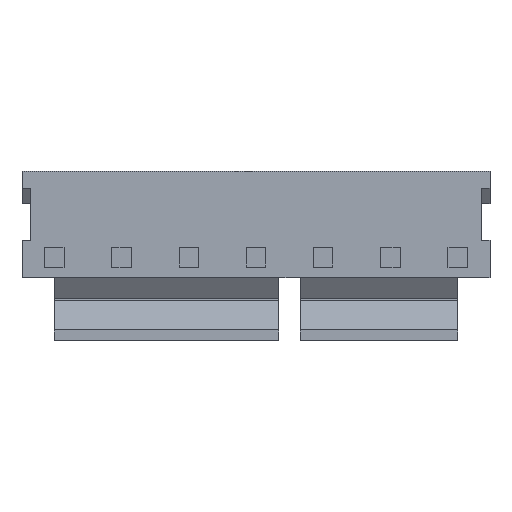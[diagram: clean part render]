
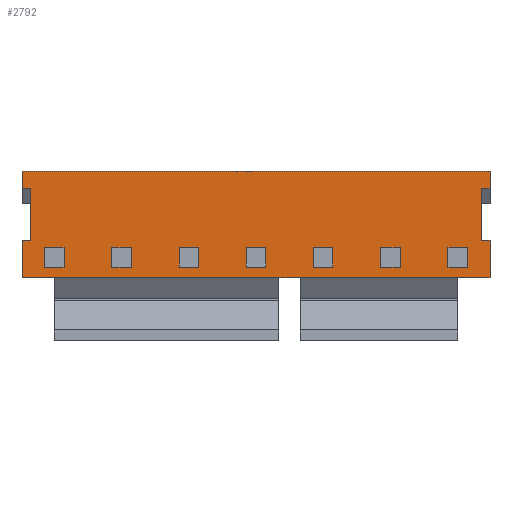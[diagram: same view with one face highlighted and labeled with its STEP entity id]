
A CAD part, top view. The second image highlights one B-rep face of the part: STEP entity #2792.
In plain terms, the highlighted planar face has unit normal (0, 0, 1).
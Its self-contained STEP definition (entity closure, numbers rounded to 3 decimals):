
#2251=CARTESIAN_POINT('',(13.792,5.105,3.294));
#2252=VERTEX_POINT('',#2251);
#2259=CARTESIAN_POINT('',(13.792,4.089,3.294));
#2260=VERTEX_POINT('',#2259);
#2261=CARTESIAN_POINT('',(13.792,4.089,3.294));
#2262=DIRECTION('',(0.0,1.0,0.0));
#2263=VECTOR('',#2262,1.016);
#2264=LINE('',#2261,#2263);
#2265=EDGE_CURVE('',#2260,#2252,#2264,.T.);
#2281=CARTESIAN_POINT('',(13.792,-1.181,3.294));
#2282=VERTEX_POINT('',#2281);
#2283=CARTESIAN_POINT('',(13.792,1.041,3.294));
#2284=VERTEX_POINT('',#2283);
#2285=CARTESIAN_POINT('',(13.792,-1.181,3.294));
#2286=DIRECTION('',(0.0,1.0,0.0));
#2287=VECTOR('',#2286,2.222);
#2288=LINE('',#2285,#2287);
#2289=EDGE_CURVE('',#2282,#2284,#2288,.T.);
#2321=CARTESIAN_POINT('',(13.284,4.089,3.294));
#2322=VERTEX_POINT('',#2321);
#2323=CARTESIAN_POINT('',(13.792,4.089,3.294));
#2324=DIRECTION('',(-1.0,0.0,0.0));
#2325=VECTOR('',#2324,0.508);
#2326=LINE('',#2323,#2325);
#2327=EDGE_CURVE('',#2260,#2322,#2326,.T.);
#2682=CARTESIAN_POINT('',(15.171,-1.495,3.294));
#2683=DIRECTION('',(0.0,0.0,1.0));
#2684=DIRECTION('',(0.0,1.0,0.0));
#2685=AXIS2_PLACEMENT_3D('',#2682,#2683,#2684);
#2686=PLANE('',#2685);
#2687=ORIENTED_EDGE('',*,*,#2265,.T.);
#2688=CARTESIAN_POINT('',(-13.792,5.105,3.294));
#2689=VERTEX_POINT('',#2688);
#2690=CARTESIAN_POINT('',(13.792,5.105,3.294));
#2691=DIRECTION('',(-1.0,0.0,0.0));
#2692=VECTOR('',#2691,27.584);
#2693=LINE('',#2690,#2692);
#2694=EDGE_CURVE('',#2252,#2689,#2693,.T.);
#2695=ORIENTED_EDGE('',*,*,#2694,.T.);
#2696=CARTESIAN_POINT('',(-13.792,4.089,3.294));
#2697=VERTEX_POINT('',#2696);
#2698=CARTESIAN_POINT('',(-13.792,4.089,3.294));
#2699=DIRECTION('',(0.0,1.0,0.0));
#2700=VECTOR('',#2699,1.016);
#2701=LINE('',#2698,#2700);
#2702=EDGE_CURVE('',#2697,#2689,#2701,.T.);
#2703=ORIENTED_EDGE('',*,*,#2702,.F.);
#2704=CARTESIAN_POINT('',(-13.284,4.089,3.294));
#2705=VERTEX_POINT('',#2704);
#2706=CARTESIAN_POINT('',(-13.792,4.089,3.294));
#2707=DIRECTION('',(1.0,0.0,0.0));
#2708=VECTOR('',#2707,0.508);
#2709=LINE('',#2706,#2708);
#2710=EDGE_CURVE('',#2697,#2705,#2709,.T.);
#2711=ORIENTED_EDGE('',*,*,#2710,.T.);
#2712=CARTESIAN_POINT('',(-13.284,1.041,3.294));
#2713=VERTEX_POINT('',#2712);
#2714=CARTESIAN_POINT('',(-13.284,1.041,3.294));
#2715=DIRECTION('',(0.0,1.0,0.0));
#2716=VECTOR('',#2715,3.048);
#2717=LINE('',#2714,#2716);
#2718=EDGE_CURVE('',#2713,#2705,#2717,.T.);
#2719=ORIENTED_EDGE('',*,*,#2718,.F.);
#2720=CARTESIAN_POINT('',(-13.792,1.041,3.294));
#2721=VERTEX_POINT('',#2720);
#2722=CARTESIAN_POINT('',(-13.792,1.041,3.294));
#2723=DIRECTION('',(1.0,0.0,0.0));
#2724=VECTOR('',#2723,0.508);
#2725=LINE('',#2722,#2724);
#2726=EDGE_CURVE('',#2721,#2713,#2725,.T.);
#2727=ORIENTED_EDGE('',*,*,#2726,.F.);
#2728=CARTESIAN_POINT('',(-13.792,-1.181,3.294));
#2729=VERTEX_POINT('',#2728);
#2730=CARTESIAN_POINT('',(-13.792,-1.181,3.294));
#2731=DIRECTION('',(0.0,1.0,0.0));
#2732=VECTOR('',#2731,2.222);
#2733=LINE('',#2730,#2732);
#2734=EDGE_CURVE('',#2729,#2721,#2733,.T.);
#2735=ORIENTED_EDGE('',*,*,#2734,.F.);
#2736=CARTESIAN_POINT('',(-11.887,-1.181,3.294));
#2737=VERTEX_POINT('',#2736);
#2738=CARTESIAN_POINT('',(-11.887,-1.181,3.294));
#2739=DIRECTION('',(-1.0,0.0,0.0));
#2740=VECTOR('',#2739,1.905);
#2741=LINE('',#2738,#2740);
#2742=EDGE_CURVE('',#2737,#2729,#2741,.T.);
#2743=ORIENTED_EDGE('',*,*,#2742,.F.);
#2744=CARTESIAN_POINT('',(1.346,-1.181,3.294));
#2745=VERTEX_POINT('',#2744);
#2746=CARTESIAN_POINT('',(1.346,-1.181,3.294));
#2747=DIRECTION('',(-1.0,0.0,0.0));
#2748=VECTOR('',#2747,13.233);
#2749=LINE('',#2746,#2748);
#2750=EDGE_CURVE('',#2745,#2737,#2749,.T.);
#2751=ORIENTED_EDGE('',*,*,#2750,.F.);
#2752=CARTESIAN_POINT('',(2.616,-1.181,3.294));
#2753=VERTEX_POINT('',#2752);
#2754=CARTESIAN_POINT('',(2.616,-1.181,3.294));
#2755=DIRECTION('',(-1.0,0.0,0.0));
#2756=VECTOR('',#2755,1.27);
#2757=LINE('',#2754,#2756);
#2758=EDGE_CURVE('',#2753,#2745,#2757,.T.);
#2759=ORIENTED_EDGE('',*,*,#2758,.F.);
#2760=CARTESIAN_POINT('',(11.887,-1.181,3.294));
#2761=VERTEX_POINT('',#2760);
#2762=CARTESIAN_POINT('',(11.887,-1.181,3.294));
#2763=DIRECTION('',(-1.0,0.0,0.0));
#2764=VECTOR('',#2763,9.271);
#2765=LINE('',#2762,#2764);
#2766=EDGE_CURVE('',#2761,#2753,#2765,.T.);
#2767=ORIENTED_EDGE('',*,*,#2766,.F.);
#2768=CARTESIAN_POINT('',(13.792,-1.181,3.294));
#2769=DIRECTION('',(-1.0,0.0,0.0));
#2770=VECTOR('',#2769,1.905);
#2771=LINE('',#2768,#2770);
#2772=EDGE_CURVE('',#2282,#2761,#2771,.T.);
#2773=ORIENTED_EDGE('',*,*,#2772,.F.);
#2774=ORIENTED_EDGE('',*,*,#2289,.T.);
#2775=CARTESIAN_POINT('',(13.284,1.041,3.294));
#2776=VERTEX_POINT('',#2775);
#2777=CARTESIAN_POINT('',(13.792,1.041,3.294));
#2778=DIRECTION('',(-1.0,0.0,0.0));
#2779=VECTOR('',#2778,0.508);
#2780=LINE('',#2777,#2779);
#2781=EDGE_CURVE('',#2284,#2776,#2780,.T.);
#2782=ORIENTED_EDGE('',*,*,#2781,.T.);
#2783=CARTESIAN_POINT('',(13.284,4.089,3.294));
#2784=DIRECTION('',(0.0,-1.0,0.0));
#2785=VECTOR('',#2784,3.048);
#2786=LINE('',#2783,#2785);
#2787=EDGE_CURVE('',#2322,#2776,#2786,.T.);
#2788=ORIENTED_EDGE('',*,*,#2787,.F.);
#2789=ORIENTED_EDGE('',*,*,#2327,.F.);
#2790=EDGE_LOOP('',(#2687,#2695,#2703,#2711,#2719,#2727,#2735,#2743,#2751,#2759,#2767,#2773,#2774,#2782,#2788,#2789));
#2791=FACE_OUTER_BOUND('',#2790,.T.);
#2792=ADVANCED_FACE('',(#2791),#2686,.T.);
